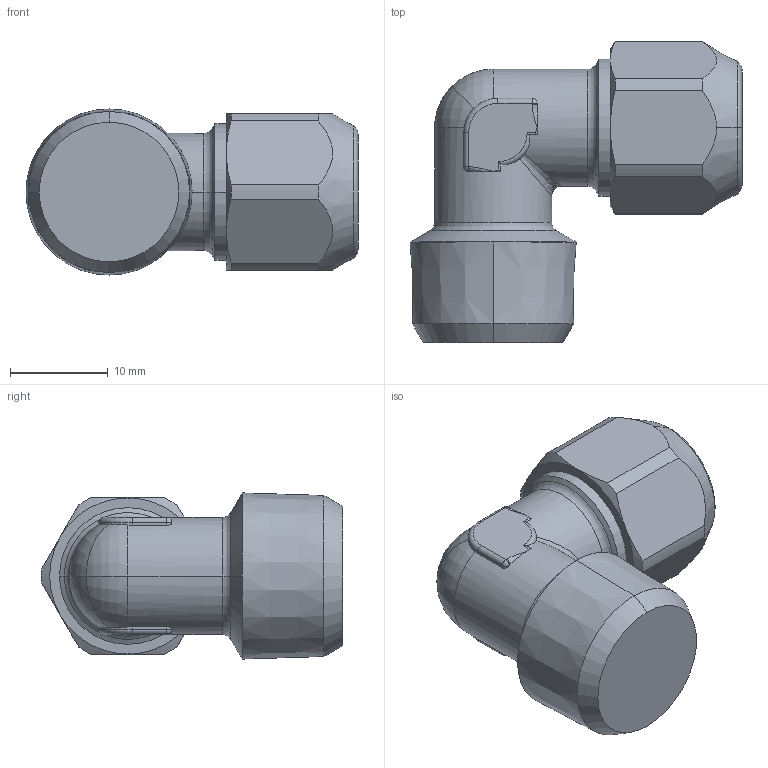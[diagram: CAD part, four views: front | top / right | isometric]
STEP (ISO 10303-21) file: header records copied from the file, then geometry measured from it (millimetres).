
FILE_DESCRIPTION (( 'STEP AP214' ), '1' );
FILE_NAME ('6110000012A.step', '2012-10-16T17:30:30', ( '' ), ( '' ), 'SwSTEP 2.0', 'SolidWorks 2012', '' );
FILE_SCHEMA (( 'AUTOMOTIVE_DESIGN' ));
Length unit declared in the file: millimetre
Products named in the file (1): 6110000012A
Bounding box: 34.01 x 30.85 x 17.02 mm (x, y, z)
Volume: 7800.6 mm3; surface area: 2599.6 mm2
Topology: 1 solids, 1 shells, 96 faces, 242 edges, 137 vertices
Faces by surface type: cylinder 32, plane 19, torus 16, cone 16, bspline 9, sphere 4
Entity records: 3214 total; most frequent: CARTESIAN_POINT 1052, ORIENTED_EDGE 460, DIRECTION 440, EDGE_CURVE 230, AXIS2_PLACEMENT_3D 186, VERTEX_POINT 137, CIRCLE 98, EDGE_LOOP 97
